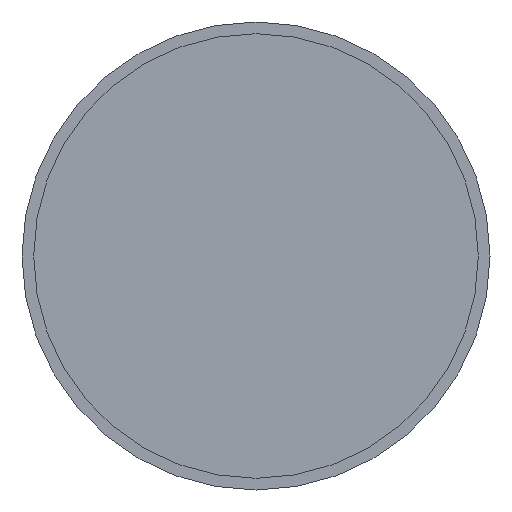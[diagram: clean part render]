
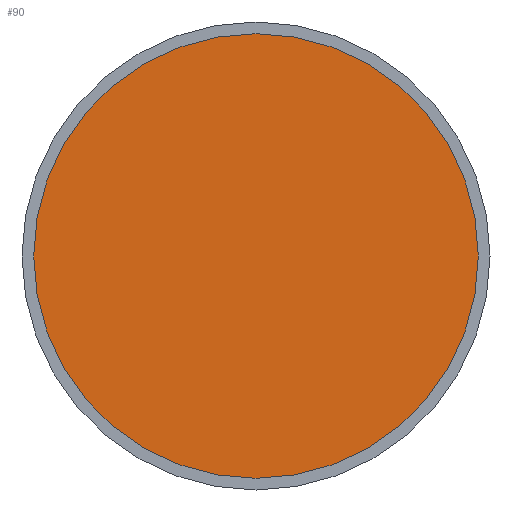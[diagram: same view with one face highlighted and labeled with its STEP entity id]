
A CAD part, front view. The second image highlights one B-rep face of the part: STEP entity #90.
In plain terms, the highlighted planar face has unit normal (0, -1, 0).
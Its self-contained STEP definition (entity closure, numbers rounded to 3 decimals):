
#90 = ADVANCED_FACE( '', ( #193 ), #194, .F. );
#193 = FACE_OUTER_BOUND( '', #333, .T. );
#194 = PLANE( '', #334 );
#333 = EDGE_LOOP( '', ( #498 ) );
#334 = AXIS2_PLACEMENT_3D( '', #499, #500, #501 );
#498 = ORIENTED_EDGE( '', *, *, #598, .T. );
#499 = CARTESIAN_POINT( '', ( 38., -3., 0. ) );
#500 = DIRECTION( '', ( 0., 1., 0. ) );
#501 = DIRECTION( '', ( 0., 0., 1. ) );
#598 = EDGE_CURVE( '', #693, #693, #694, .T. );
#693 = VERTEX_POINT( '', #806 );
#694 = CIRCLE( '', #807, 38. );
#806 = CARTESIAN_POINT( '', ( 0., -3., -38. ) );
#807 = AXIS2_PLACEMENT_3D( '', #918, #919, #920 );
#918 = CARTESIAN_POINT( '', ( 0., -3., 0. ) );
#919 = DIRECTION( '', ( 0., -1., 0. ) );
#920 = DIRECTION( '', ( 0., 0., -1. ) );
